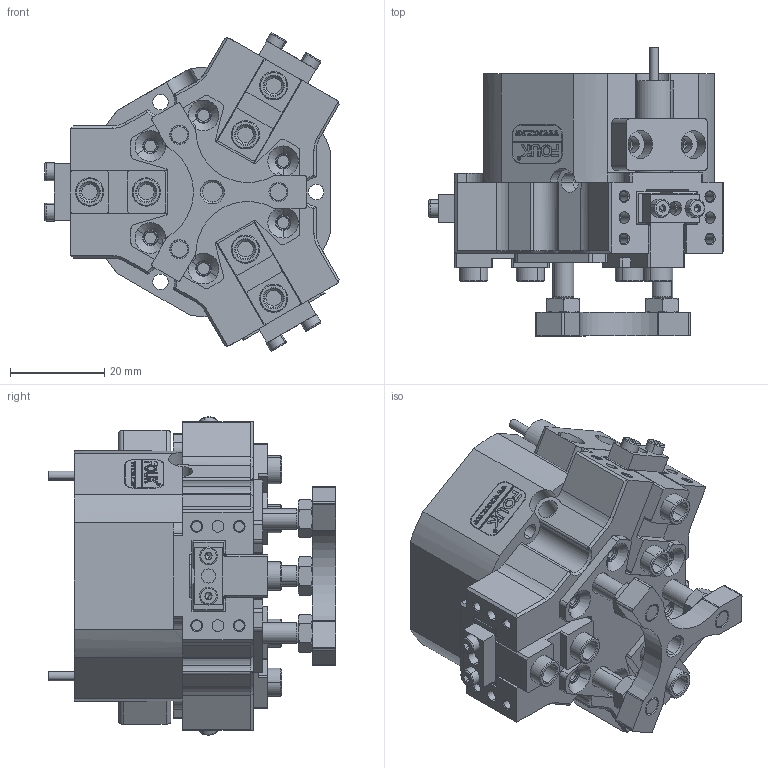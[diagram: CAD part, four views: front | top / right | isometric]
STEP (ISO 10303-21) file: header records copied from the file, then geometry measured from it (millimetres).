
FILE_DESCRIPTION (( 'STEP AP203' ), '1' );
FILE_NAME ('TZ33-60-C18.STEP', '2024-12-19T08:07:35', ( 'USER-' ), ( 'Microsoft' ), 'SwSTEP 2.0', 'SolidWorks 2018', '' );
FILE_SCHEMA (( 'CONFIG_CONTROL_DESIGN' ));
Length unit declared in the file: millimetre
Products named in the file (22): TZ33-60杅耀.sldasm-Part-2; TZ33-60-M-08-A 芢啣; 揤輸杅耀.sldasm-Part-9; TZ33-60杅耀.sldasm-Part-24; TZ33-60杅耀.sldasm-Part-9; TZ33-60杅耀.sldasm-Part-26; TZ33-60-菁裔啣; TZ33-60-C18; TZ33-60杅耀.sldasm-Part-1; TZ33-60杅耀.sldasm-Part-25; TZ33-60杅耀.sldasm-Part-15; TZ33-60杅耀.sldasm-Part-6; TZ33-60杅耀.sldasm-Part-5; TZ33-60杅耀.sldasm-Part-3; TZ33-60杅耀.sldasm-Part-11; 12x8-R2; 埴翐芛_GB_FASTENER_SCREWS_HSHCS M2X8-N; TZ33-60杅耀.sldasm-Part-4; TZ33-60杅耀.sldasm-Part-29; TZ33-60杅耀.sldasm-Part-22; GB╱T 6170-2015[1型六角螺母M4]; 揤輸蚾饜极
Assembly tree (30 placements, depth 3):
  TZ33-60-C18
    TZ33-60杅耀.sldasm-Part-1
    TZ33-60杅耀.sldasm-Part-2
    TZ33-60杅耀.sldasm-Part-3
    TZ33-60杅耀.sldasm-Part-4
    TZ33-60杅耀.sldasm-Part-5
    TZ33-60杅耀.sldasm-Part-6
    TZ33-60杅耀.sldasm-Part-9
    TZ33-60杅耀.sldasm-Part-11  x2
    TZ33-60杅耀.sldasm-Part-15  x2
    TZ33-60杅耀.sldasm-Part-22
    TZ33-60杅耀.sldasm-Part-24
    TZ33-60杅耀.sldasm-Part-25
    TZ33-60杅耀.sldasm-Part-26
    TZ33-60杅耀.sldasm-Part-29  x3
    GB╱T 6170-2015[1型六角螺母M4]  x3
    TZ33-60-M-08-A 芢啣
    TZ33-60-菁裔啣
    揤輸蚾饜极  x3
      揤輸杅耀.sldasm-Part-9
      埴翐芛_GB_FASTENER_SCREWS_HSHCS M2X8-N
    12x8-R2
Bounding box: 62.37 x 61 x 67.45 mm (x, y, z)
Volume: 85202.7 mm3; surface area: 39496.5 mm2
Topology: 33 solids, 33 shells, 1750 faces, 4394 edges, 2800 vertices
Faces by surface type: plane 831, cylinder 460, cone 292, bspline 155, torus 12
Entity records: 47835 total; most frequent: CARTESIAN_POINT 13476, ORIENTED_EDGE 6716, DIRECTION 6402, EDGE_CURVE 3358, AXIS2_PLACEMENT_3D 2205, VERTEX_POINT 2167, LINE 1992, VECTOR 1992
